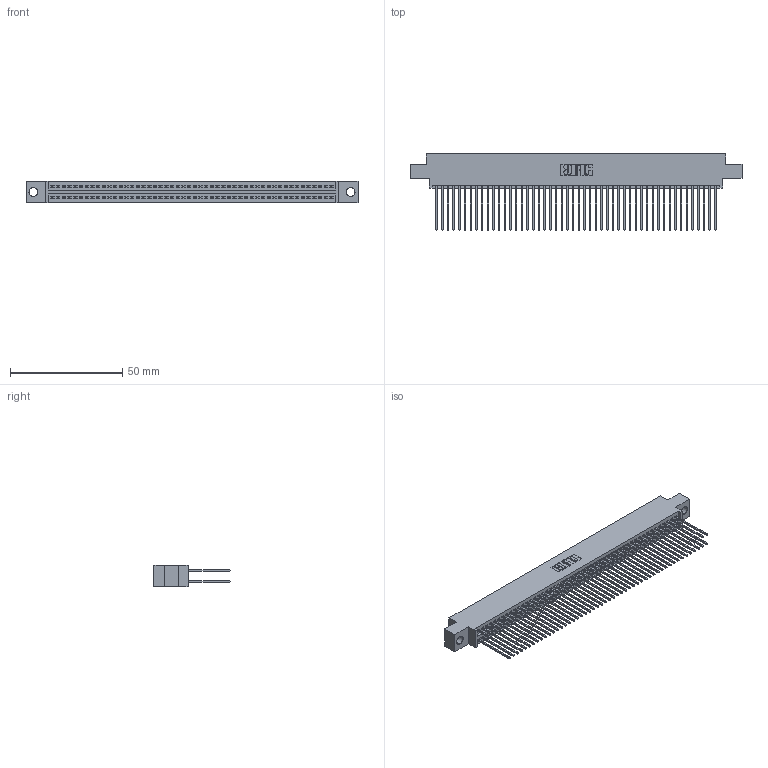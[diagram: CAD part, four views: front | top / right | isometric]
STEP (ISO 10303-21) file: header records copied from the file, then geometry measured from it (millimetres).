
FILE_DESCRIPTION (( 'STEP AP203' ), '1' );
FILE_NAME ('345-100-541-804.STEP', '2021-05-20T18:51:14', ( '' ), ( '' ), 'SwSTEP 2.0', 'SolidWorks 2020', '' );
FILE_SCHEMA (( 'CONFIG_CONTROL_DESIGN' ));
Length unit declared in the file: inch
Products named in the file (3): 345-100-541-804; 345 Part_0.170 Offset - 0.156 Dia-TI; 345-292-001_345-293-141
Assembly tree (101 placements, depth 2):
  345-100-541-804
    345 Part_0.170 Offset - 0.156 Dia-TI
    345-292-001_345-293-141  x100
Bounding box: 148.21 x 33.96 x 9.4 mm (x, y, z)
Volume: 14825.8 mm3; surface area: 24762 mm2
Topology: 101 solids, 101 shells, 5144 faces, 15289 edges, 10058 vertices
Faces by surface type: plane 3398, cylinder 1746
Entity records: 38723 total; most frequent: CARTESIAN_POINT 6490, ORIENTED_EDGE 6422, DIRECTION 5711, EDGE_CURVE 3211, VECTOR 2879, LINE 2879, VERTEX_POINT 2138, AXIS2_PLACEMENT_3D 1416
